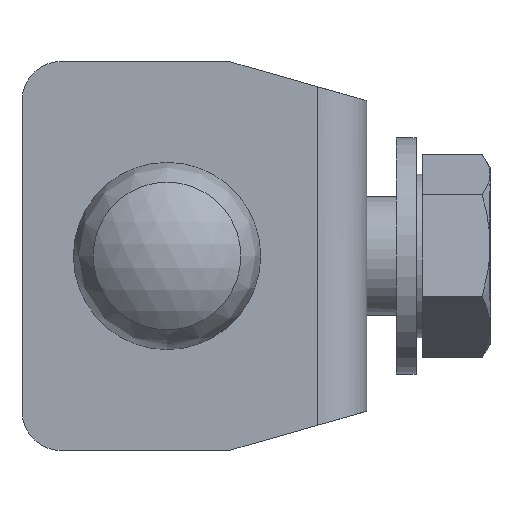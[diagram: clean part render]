
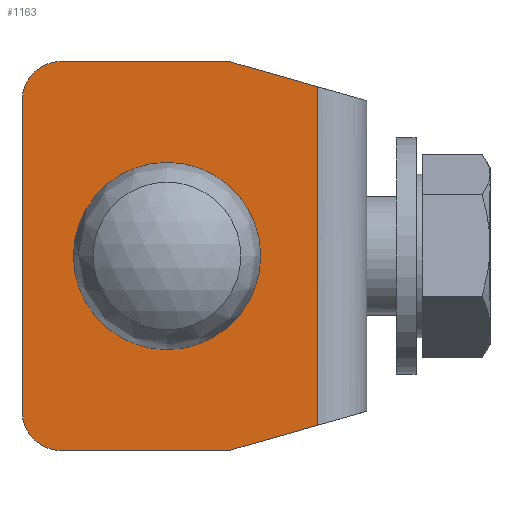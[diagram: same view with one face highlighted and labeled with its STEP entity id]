
A CAD part, left-side view. The second image highlights one B-rep face of the part: STEP entity #1163.
In plain terms, the highlighted planar face has unit normal (-1, 0, 0).
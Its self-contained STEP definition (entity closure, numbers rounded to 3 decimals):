
#57=LINE('',#1955,#121);
#67=LINE('',#1992,#131);
#71=LINE('',#2001,#135);
#82=LINE('',#2017,#146);
#83=LINE('',#2019,#147);
#84=LINE('',#2020,#148);
#121=VECTOR('',#1517,10.);
#131=VECTOR('',#1547,10.);
#135=VECTOR('',#1557,10.);
#146=VECTOR('',#1578,10.);
#147=VECTOR('',#1581,10.);
#148=VECTOR('',#1582,10.);
#232=FACE_BOUND('',#375,.T.);
#294=FACE_OUTER_BOUND('',#374,.T.);
#374=EDGE_LOOP('',(#944,#945,#946,#947,#948,#949,#950,#951));
#375=EDGE_LOOP('',(#952,#953));
#423=CIRCLE('',#1257,9.5);
#424=CIRCLE('',#1258,9.5);
#427=CIRCLE('',#1264,4.);
#433=CIRCLE('',#1278,4.);
#496=VERTEX_POINT('',#1908);
#497=VERTEX_POINT('',#1912);
#501=VERTEX_POINT('',#1923);
#502=VERTEX_POINT('',#1925);
#514=VERTEX_POINT('',#1952);
#515=VERTEX_POINT('',#1954);
#523=VERTEX_POINT('',#1972);
#524=VERTEX_POINT('',#1974);
#531=VERTEX_POINT('',#1989);
#532=VERTEX_POINT('',#1991);
#630=EDGE_CURVE('',#497,#496,#423,.T.);
#631=EDGE_CURVE('',#496,#497,#424,.T.);
#635=EDGE_CURVE('',#502,#501,#427,.T.);
#649=EDGE_CURVE('',#515,#514,#57,.T.);
#658=EDGE_CURVE('',#524,#523,#433,.T.);
#666=EDGE_CURVE('',#532,#531,#67,.T.);
#672=EDGE_CURVE('',#514,#524,#71,.T.);
#683=EDGE_CURVE('',#531,#515,#82,.T.);
#684=EDGE_CURVE('',#501,#532,#83,.T.);
#685=EDGE_CURVE('',#502,#523,#84,.T.);
#944=ORIENTED_EDGE('',*,*,#635,.T.);
#945=ORIENTED_EDGE('',*,*,#684,.T.);
#946=ORIENTED_EDGE('',*,*,#666,.T.);
#947=ORIENTED_EDGE('',*,*,#683,.T.);
#948=ORIENTED_EDGE('',*,*,#649,.T.);
#949=ORIENTED_EDGE('',*,*,#672,.T.);
#950=ORIENTED_EDGE('',*,*,#658,.T.);
#951=ORIENTED_EDGE('',*,*,#685,.F.);
#952=ORIENTED_EDGE('',*,*,#630,.T.);
#953=ORIENTED_EDGE('',*,*,#631,.T.);
#1026=PLANE('',#1290);
#1163=ADVANCED_FACE('',(#294,#232),#1026,.T.);
#1257=AXIS2_PLACEMENT_3D('',#1913,#1478,#1479);
#1258=AXIS2_PLACEMENT_3D('',#1914,#1480,#1481);
#1264=AXIS2_PLACEMENT_3D('',#1926,#1493,#1494);
#1278=AXIS2_PLACEMENT_3D('',#1975,#1534,#1535);
#1290=AXIS2_PLACEMENT_3D('',#2018,#1579,#1580);
#1478=DIRECTION('center_axis',(1.,0.,0.));
#1479=DIRECTION('ref_axis',(0.,0.,1.));
#1480=DIRECTION('center_axis',(1.,0.,0.));
#1481=DIRECTION('ref_axis',(0.,0.,1.));
#1493=DIRECTION('center_axis',(-1.,0.,0.));
#1494=DIRECTION('ref_axis',(0.,0.,-1.));
#1517=DIRECTION('',(0.,0.962,0.275));
#1534=DIRECTION('center_axis',(-1.,0.,0.));
#1535=DIRECTION('ref_axis',(0.,1.,0.));
#1547=DIRECTION('',(0.,-0.962,0.275));
#1557=DIRECTION('',(0.,1.,0.));
#1578=DIRECTION('',(0.,0.,1.));
#1579=DIRECTION('center_axis',(-1.,0.,0.));
#1580=DIRECTION('ref_axis',(0.,0.,1.));
#1581=DIRECTION('',(0.,-1.,0.));
#1582=DIRECTION('',(0.,0.,1.));
#1908=CARTESIAN_POINT('',(-14.,16.281,-9.5));
#1912=CARTESIAN_POINT('',(-14.,25.781,0.));
#1913=CARTESIAN_POINT('Origin',(-14.,16.281,0.));
#1914=CARTESIAN_POINT('Origin',(-14.,16.281,0.));
#1923=CARTESIAN_POINT('',(-14.,27.,-19.75));
#1925=CARTESIAN_POINT('',(-14.,31.,-15.75));
#1926=CARTESIAN_POINT('Origin',(-14.,27.,-15.75));
#1952=CARTESIAN_POINT('',(-14.,10.,19.75));
#1954=CARTESIAN_POINT('',(-14.,1.,17.179));
#1955=CARTESIAN_POINT('',(-14.,-3.769,15.816));
#1972=CARTESIAN_POINT('',(-14.,31.,15.75));
#1974=CARTESIAN_POINT('',(-14.,27.,19.75));
#1975=CARTESIAN_POINT('Origin',(-14.,27.,15.75));
#1989=CARTESIAN_POINT('',(-14.,1.,-17.179));
#1991=CARTESIAN_POINT('',(-14.,10.,-19.75));
#1992=CARTESIAN_POINT('',(-14.,3.231,-17.816));
#2001=CARTESIAN_POINT('',(-14.,31.,19.75));
#2017=CARTESIAN_POINT('',(-14.,1.,0.));
#2018=CARTESIAN_POINT('Origin',(-14.,1.,0.));
#2019=CARTESIAN_POINT('',(-14.,31.,-19.75));
#2020=CARTESIAN_POINT('',(-14.,31.,0.));
